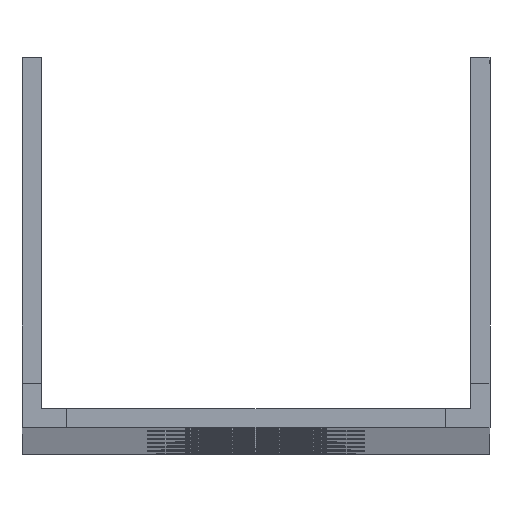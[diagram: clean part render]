
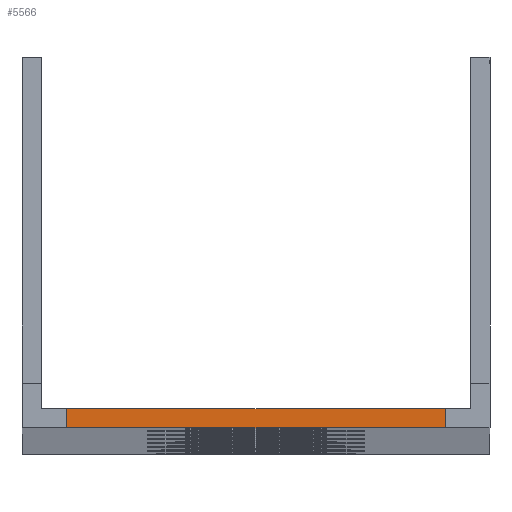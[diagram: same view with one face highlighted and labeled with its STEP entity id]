
A CAD part, top view. The second image highlights one B-rep face of the part: STEP entity #5566.
In plain terms, the highlighted planar face has unit normal (0, 0, 1).
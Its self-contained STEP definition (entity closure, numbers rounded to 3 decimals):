
#741=FACE_OUTER_BOUND('',#1159,.T.);
#1159=EDGE_LOOP('',(#4112,#4113,#4114,#4115));
#1495=LINE('',#8038,#1943);
#1594=LINE('',#8556,#2042);
#1680=LINE('',#8887,#2128);
#1682=LINE('',#8890,#2130);
#1943=VECTOR('',#6427,10.);
#2042=VECTOR('',#6854,10.);
#2128=VECTOR('',#7102,10.);
#2130=VECTOR('',#7106,10.);
#2391=VERTEX_POINT('',#8035);
#2392=VERTEX_POINT('',#8037);
#2646=VERTEX_POINT('',#8553);
#2647=VERTEX_POINT('',#8555);
#2903=EDGE_CURVE('',#2391,#2392,#1495,.T.);
#3162=EDGE_CURVE('',#2647,#2646,#1594,.T.);
#3328=EDGE_CURVE('',#2391,#2647,#1680,.T.);
#3330=EDGE_CURVE('',#2646,#2392,#1682,.T.);
#4112=ORIENTED_EDGE('',*,*,#3330,.T.);
#4113=ORIENTED_EDGE('',*,*,#2903,.F.);
#4114=ORIENTED_EDGE('',*,*,#3328,.T.);
#4115=ORIENTED_EDGE('',*,*,#3162,.T.);
#5209=PLANE('',#6087);
#5566=ADVANCED_FACE('',(#741),#5209,.F.);
#6087=AXIS2_PLACEMENT_3D('',#8894,#7109,#7110);
#6427=DIRECTION('',(-1.,0.,0.));
#6854=DIRECTION('',(-1.,0.,0.));
#7102=DIRECTION('',(0.,1.,0.));
#7106=DIRECTION('',(0.,-1.,0.));
#7109=DIRECTION('center_axis',(0.,0.,
-1.));
#7110=DIRECTION('ref_axis',(-1.,0.,0.));
#8035=CARTESIAN_POINT('',(-29.679,0.,0.));
#8037=CARTESIAN_POINT('',(-59.321,0.,0.));
#8038=CARTESIAN_POINT('',(0.,0.,0.));
#8553=CARTESIAN_POINT('',(-59.321,1.5,0.));
#8555=CARTESIAN_POINT('',(-29.679,1.5,0.));
#8556=CARTESIAN_POINT('',(0.,1.5,0.));
#8887=CARTESIAN_POINT('',(-29.679,0.75,0.));
#8890=CARTESIAN_POINT('',(-59.321,0.75,0.));
#8894=CARTESIAN_POINT('Origin',(-23.429,3.5,0.));
